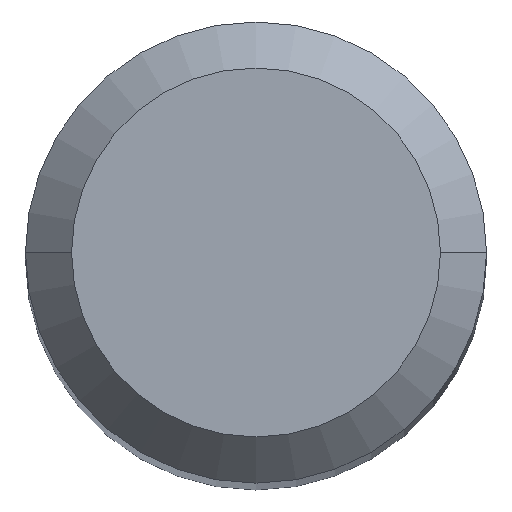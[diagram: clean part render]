
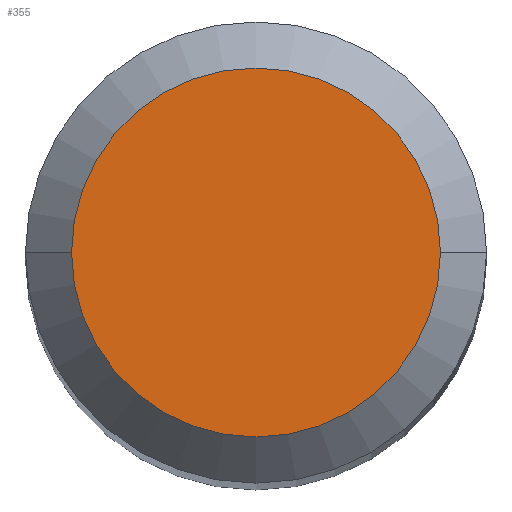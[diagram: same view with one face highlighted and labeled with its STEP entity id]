
A CAD part, top view. The second image highlights one B-rep face of the part: STEP entity #355.
In plain terms, the highlighted planar face has unit normal (0, 0, 1).
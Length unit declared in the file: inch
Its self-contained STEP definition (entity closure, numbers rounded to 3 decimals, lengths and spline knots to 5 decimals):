
#8 = AXIS2_PLACEMENT_3D ( 'NONE', #146, #350, #230 ) ;
#17 = FACE_OUTER_BOUND ( 'NONE', #48, .T. ) ;
#48 = EDGE_LOOP ( 'NONE', ( #190, #338 ) ) ;
#60 = CARTESIAN_POINT ( 'NONE',  ( -0.05, 0., 0. ) ) ;
#110 = AXIS2_PLACEMENT_3D ( 'NONE', #185, #481, #409 ) ;
#146 = CARTESIAN_POINT ( 'NONE',  ( 0., 0., 0. ) ) ;
#154 = CIRCLE ( 'NONE', #8, 0.05 ) ;
#161 = PLANE ( 'NONE',  #349 ) ;
#162 = CARTESIAN_POINT ( 'NONE',  ( 0.05, 0., 0. ) ) ;
#185 = CARTESIAN_POINT ( 'NONE',  ( 0., 0., 0. ) ) ;
#190 = ORIENTED_EDGE ( 'NONE', *, *, #490, .T. ) ;
#230 = DIRECTION ( 'NONE',  ( 1., 0., 0. ) ) ;
#238 = VERTEX_POINT ( 'NONE', #162 ) ;
#265 = VERTEX_POINT ( 'NONE', #60 ) ;
#280 = DIRECTION ( 'NONE',  ( -1., 0., 0. ) ) ;
#316 = CARTESIAN_POINT ( 'NONE',  ( 0., 0., 0. ) ) ;
#335 = CIRCLE ( 'NONE', #110, 0.05 ) ;
#338 = ORIENTED_EDGE ( 'NONE', *, *, #438, .T. ) ;
#349 = AXIS2_PLACEMENT_3D ( 'NONE', #316, #464, #280 ) ;
#350 = DIRECTION ( 'NONE',  ( 0., 0., 1. ) ) ;
#355 = ADVANCED_FACE ( 'NONE', ( #17 ), #161, .F. ) ;
#409 = DIRECTION ( 'NONE',  ( 1., 0., 0. ) ) ;
#438 = EDGE_CURVE ( 'NONE', #238, #265, #154, .T. ) ;
#464 = DIRECTION ( 'NONE',  ( 0., 0., -1. ) ) ;
#481 = DIRECTION ( 'NONE',  ( 0., 0., 1. ) ) ;
#490 = EDGE_CURVE ( 'NONE', #265, #238, #335, .T. ) ;
